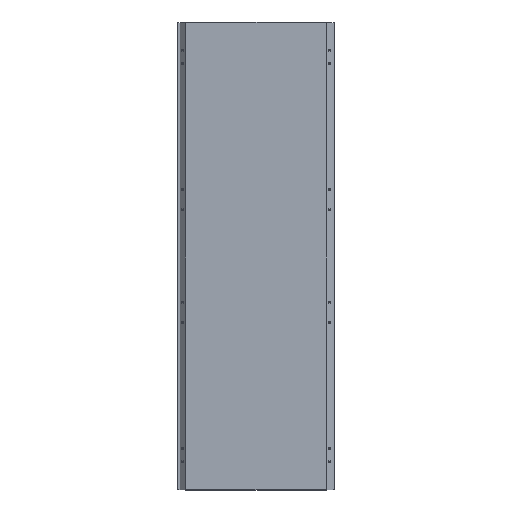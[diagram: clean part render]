
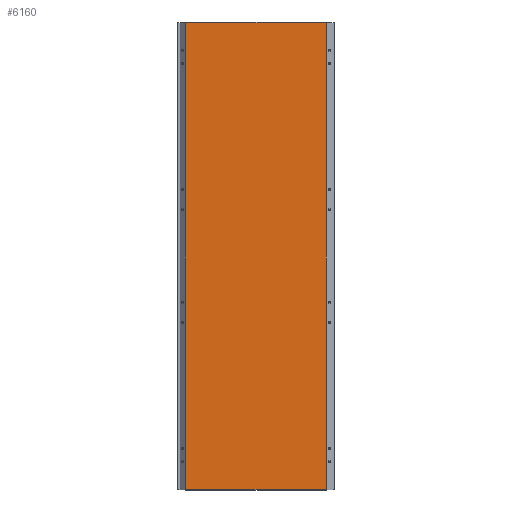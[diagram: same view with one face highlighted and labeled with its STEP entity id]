
A CAD part, top view. The second image highlights one B-rep face of the part: STEP entity #6160.
In plain terms, the highlighted planar face has unit normal (0, 0, 1).
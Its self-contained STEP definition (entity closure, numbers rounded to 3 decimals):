
#452 = CARTESIAN_POINT ( 'NONE',  ( -261.5, -870.5, 0. ) ) ;
#456 = EDGE_CURVE ( 'NONE', #2772, #4151, #1953, .T. ) ;
#466 = DIRECTION ( 'NONE',  ( 0., -1., 0. ) ) ;
#625 = VERTEX_POINT ( 'NONE', #793 ) ;
#793 = CARTESIAN_POINT ( 'NONE',  ( -261.5, -870.5, 0. ) ) ;
#810 = DIRECTION ( 'NONE',  ( -1., 0., 0. ) ) ;
#957 = CARTESIAN_POINT ( 'NONE',  ( -261.5, 870.5, 0. ) ) ;
#1097 = LINE ( 'NONE', #6682, #3640 ) ;
#1388 = CARTESIAN_POINT ( 'NONE',  ( 261.5, -870.5, 0. ) ) ;
#1515 = LINE ( 'NONE', #957, #6731 ) ;
#1901 = ORIENTED_EDGE ( 'NONE', *, *, #5851, .T. ) ;
#1941 = ORIENTED_EDGE ( 'NONE', *, *, #456, .T. ) ;
#1953 = LINE ( 'NONE', #1388, #2863 ) ;
#2144 = LINE ( 'NONE', #452, #7102 ) ;
#2423 = CARTESIAN_POINT ( 'NONE',  ( 0., 0., 0. ) ) ;
#2479 = VERTEX_POINT ( 'NONE', #2666 ) ;
#2666 = CARTESIAN_POINT ( 'NONE',  ( -261.5, 870.5, 0. ) ) ;
#2733 = ORIENTED_EDGE ( 'NONE', *, *, #6077, .T. ) ;
#2772 = VERTEX_POINT ( 'NONE', #4857 ) ;
#2863 = VECTOR ( 'NONE', #4244, 1000. ) ;
#3138 = ORIENTED_EDGE ( 'NONE', *, *, #6457, .T. ) ;
#3640 = VECTOR ( 'NONE', #466, 1000. ) ;
#4151 = VERTEX_POINT ( 'NONE', #6616 ) ;
#4187 = FACE_OUTER_BOUND ( 'NONE', #6999, .T. ) ;
#4244 = DIRECTION ( 'NONE',  ( 0., 1., 0. ) ) ;
#4474 = DIRECTION ( 'NONE',  ( 1., 0., 0. ) ) ;
#4752 = DIRECTION ( 'NONE',  ( 0., 0., -1. ) ) ;
#4857 = CARTESIAN_POINT ( 'NONE',  ( 261.5, -870.5, 0. ) ) ;
#5199 = AXIS2_PLACEMENT_3D ( 'NONE', #2423, #4752, #7015 ) ;
#5851 = EDGE_CURVE ( 'NONE', #4151, #2479, #1515, .T. ) ;
#6077 = EDGE_CURVE ( 'NONE', #2479, #625, #1097, .T. ) ;
#6160 = ADVANCED_FACE ( 'NONE', ( #4187 ), #6381, .F. ) ;
#6381 = PLANE ( 'NONE',  #5199 ) ;
#6457 = EDGE_CURVE ( 'NONE', #625, #2772, #2144, .T. ) ;
#6616 = CARTESIAN_POINT ( 'NONE',  ( 261.5, 870.5, 0. ) ) ;
#6682 = CARTESIAN_POINT ( 'NONE',  ( -261.5, -870.5, 0. ) ) ;
#6731 = VECTOR ( 'NONE', #810, 1000. ) ;
#6999 = EDGE_LOOP ( 'NONE', ( #1941, #1901, #2733, #3138 ) ) ;
#7015 = DIRECTION ( 'NONE',  ( -1., 0., 0. ) ) ;
#7102 = VECTOR ( 'NONE', #4474, 1000. ) ;
